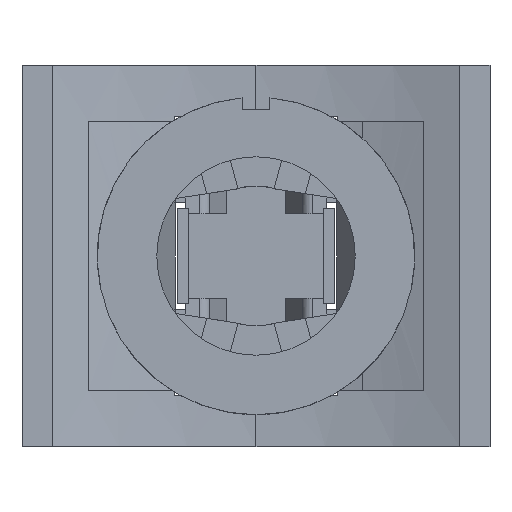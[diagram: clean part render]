
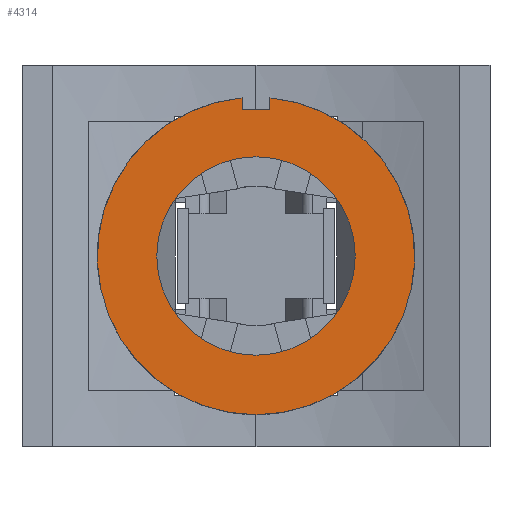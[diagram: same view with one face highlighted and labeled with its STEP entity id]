
A CAD part, left-side view. The second image highlights one B-rep face of the part: STEP entity #4314.
In plain terms, the highlighted planar face has unit normal (-1, 0, 0).
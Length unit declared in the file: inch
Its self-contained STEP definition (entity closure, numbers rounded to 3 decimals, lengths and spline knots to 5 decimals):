
#409 = EDGE_CURVE ( 'NONE', #4278, #3267, #1645, .T. ) ;
#471 = VERTEX_POINT ( 'NONE', #3540 ) ;
#485 = LINE ( 'NONE', #2647, #4218 ) ;
#647 = CIRCLE ( 'NONE', #1914, 0.195 ) ;
#812 = ORIENTED_EDGE ( 'NONE', *, *, #5559, .F. ) ;
#1039 = VERTEX_POINT ( 'NONE', #4299 ) ;
#1087 = CARTESIAN_POINT ( 'NONE',  ( -0.927, 0.0275, 0.288 ) ) ;
#1140 = DIRECTION ( 'NONE',  ( 0., 0., 1. ) ) ;
#1146 = FACE_OUTER_BOUND ( 'NONE', #1785, .T. ) ;
#1214 = CIRCLE ( 'NONE', #1438, 0.312 ) ;
#1295 = CARTESIAN_POINT ( 'NONE',  ( -0.927, -0.0275, 0. ) ) ;
#1320 = DIRECTION ( 'NONE',  ( -1., 0., 0. ) ) ;
#1411 = EDGE_CURVE ( 'NONE', #1039, #2711, #647, .T. ) ;
#1438 = AXIS2_PLACEMENT_3D ( 'NONE', #5290, #2455, #5758 ) ;
#1452 = CIRCLE ( 'NONE', #3132, 0.195 ) ;
#1488 = LINE ( 'NONE', #1295, #3541 ) ;
#1549 = ORIENTED_EDGE ( 'NONE', *, *, #1411, .F. ) ;
#1645 = CIRCLE ( 'NONE', #2457, 0.312 ) ;
#1708 = VECTOR ( 'NONE', #5941, 39.37008 ) ;
#1766 = DIRECTION ( 'NONE',  ( 0., 0., 1. ) ) ;
#1769 = ORIENTED_EDGE ( 'NONE', *, *, #409, .F. ) ;
#1785 = EDGE_LOOP ( 'NONE', ( #2351, #3136, #1769, #812, #5689 ) ) ;
#1914 = AXIS2_PLACEMENT_3D ( 'NONE', #4135, #1320, #4608 ) ;
#1989 = EDGE_CURVE ( 'NONE', #471, #4253, #5328, .T. ) ;
#2201 = CARTESIAN_POINT ( 'NONE',  ( -0.927, 0., -0.195 ) ) ;
#2204 = CARTESIAN_POINT ( 'NONE',  ( -0.927, 0., 0. ) ) ;
#2351 = ORIENTED_EDGE ( 'NONE', *, *, #1989, .F. ) ;
#2455 = DIRECTION ( 'NONE',  ( 1., 0., 0. ) ) ;
#2457 = AXIS2_PLACEMENT_3D ( 'NONE', #3305, #4691, #2836 ) ;
#2461 = EDGE_CURVE ( 'NONE', #5302, #4253, #485, .T. ) ;
#2467 = AXIS2_PLACEMENT_3D ( 'NONE', #5367, #3976, #1140 ) ;
#2476 = CARTESIAN_POINT ( 'NONE',  ( -0.927, -0.0275, 0.288 ) ) ;
#2647 = CARTESIAN_POINT ( 'NONE',  ( -0.927, 0., 0.288 ) ) ;
#2684 = DIRECTION ( 'NONE',  ( 0., 0., 1. ) ) ;
#2711 = VERTEX_POINT ( 'NONE', #2201 ) ;
#2836 = DIRECTION ( 'NONE',  ( 0., 0., -1. ) ) ;
#3132 = AXIS2_PLACEMENT_3D ( 'NONE', #2204, #5500, #2684 ) ;
#3136 = ORIENTED_EDGE ( 'NONE', *, *, #3774, .F. ) ;
#3267 = VERTEX_POINT ( 'NONE', #3899 ) ;
#3305 = CARTESIAN_POINT ( 'NONE',  ( -0.927, 0., 0. ) ) ;
#3448 = EDGE_CURVE ( 'NONE', #2711, #1039, #1452, .T. ) ;
#3489 = PLANE ( 'NONE',  #2467 ) ;
#3540 = CARTESIAN_POINT ( 'NONE',  ( -0.927, 0.0275, 0.31079 ) ) ;
#3541 = VECTOR ( 'NONE', #1766, 39.37008 ) ;
#3774 = EDGE_CURVE ( 'NONE', #3267, #471, #1214, .T. ) ;
#3899 = CARTESIAN_POINT ( 'NONE',  ( -0.927, 0., -0.312 ) ) ;
#3976 = DIRECTION ( 'NONE',  ( -1., 0., 0. ) ) ;
#4034 = CARTESIAN_POINT ( 'NONE',  ( -0.927, 0.0275, 0. ) ) ;
#4135 = CARTESIAN_POINT ( 'NONE',  ( -0.927, 0., 0. ) ) ;
#4218 = VECTOR ( 'NONE', #5933, 39.37008 ) ;
#4253 = VERTEX_POINT ( 'NONE', #1087 ) ;
#4278 = VERTEX_POINT ( 'NONE', #5802 ) ;
#4299 = CARTESIAN_POINT ( 'NONE',  ( -0.927, 0., 0.195 ) ) ;
#4314 = ADVANCED_FACE ( 'NONE', ( #5688, #1146 ), #3489, .T. ) ;
#4396 = EDGE_LOOP ( 'NONE', ( #1549, #4701 ) ) ;
#4608 = DIRECTION ( 'NONE',  ( 0., 0., 1. ) ) ;
#4691 = DIRECTION ( 'NONE',  ( 1., 0., 0. ) ) ;
#4701 = ORIENTED_EDGE ( 'NONE', *, *, #3448, .F. ) ;
#5290 = CARTESIAN_POINT ( 'NONE',  ( -0.927, 0., 0. ) ) ;
#5302 = VERTEX_POINT ( 'NONE', #2476 ) ;
#5328 = LINE ( 'NONE', #4034, #1708 ) ;
#5367 = CARTESIAN_POINT ( 'NONE',  ( -0.927, 0., 0. ) ) ;
#5500 = DIRECTION ( 'NONE',  ( -1., 0., 0. ) ) ;
#5559 = EDGE_CURVE ( 'NONE', #5302, #4278, #1488, .T. ) ;
#5688 = FACE_BOUND ( 'NONE', #4396, .T. ) ;
#5689 = ORIENTED_EDGE ( 'NONE', *, *, #2461, .T. ) ;
#5758 = DIRECTION ( 'NONE',  ( 0., 0., -1. ) ) ;
#5802 = CARTESIAN_POINT ( 'NONE',  ( -0.927, -0.0275, 0.31079 ) ) ;
#5933 = DIRECTION ( 'NONE',  ( 0., 1., 0. ) ) ;
#5941 = DIRECTION ( 'NONE',  ( 0., 0., -1. ) ) ;
